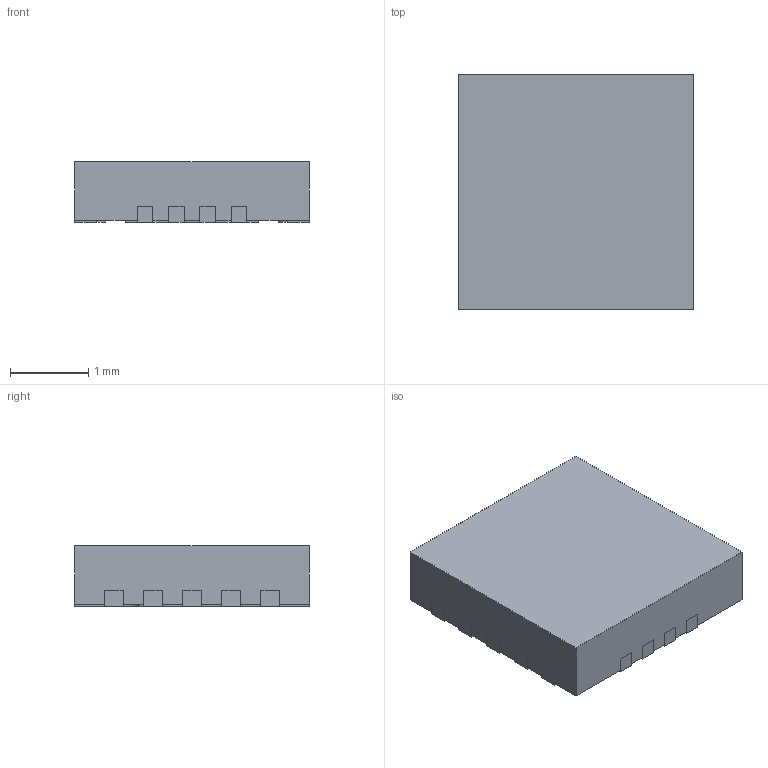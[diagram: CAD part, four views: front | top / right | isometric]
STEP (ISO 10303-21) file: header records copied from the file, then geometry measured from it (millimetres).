
FILE_DESCRIPTION((''),'2;1');
FILE_NAME('DSC0010E_ASM','2017-12-05T15:22:13',('a0412086'),(''),'CREO PARAMETRIC BY PTC INC, 2017260','CREO PARAMETRIC BY PTC INC, 2017260','');
FILE_SCHEMA(('AUTOMOTIVE_DESIGN { 1 0 10303 214 1 1 1 1 }'));
Length unit declared in the file: millimetre
Products named in the file (3): BODY-SON; FRAME-DSC0010E; DSC0010E_ASM
Assembly tree (2 placements, depth 2):
  DSC0010E_ASM
    BODY-SON
    FRAME-DSC0010E
Bounding box: 3 x 3 x 0.78 mm (x, y, z)
Volume: 6.9 mm3; surface area: 47.5 mm2
Topology: 12 solids, 12 shells, 224 faces, 600 edges, 400 vertices
Faces by surface type: plane 202, cylinder 22
Entity records: 9158 total; most frequent: CARTESIAN_POINT 1263, ORIENTED_EDGE 1200, DIRECTION 1141, PRESENTATION_STYLE_ASSIGNMENT 623, STYLED_ITEM 612, CURVE_STYLE 600, EDGE_CURVE 600, VECTOR 556
